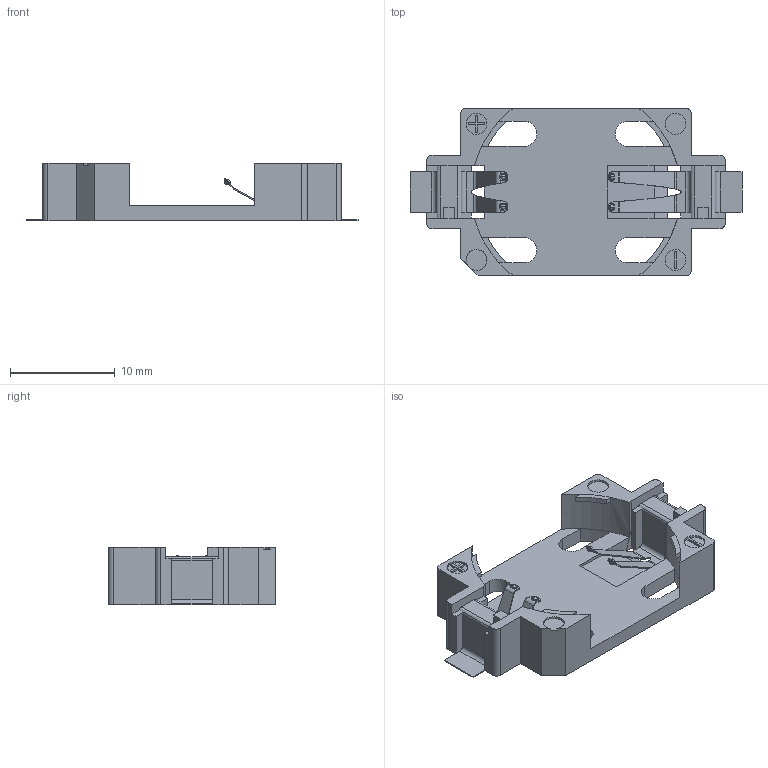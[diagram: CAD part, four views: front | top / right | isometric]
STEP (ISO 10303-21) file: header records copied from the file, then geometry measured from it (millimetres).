
FILE_DESCRIPTION(/* description */ (''),/* implementation_level */ '2;1');
FILE_NAME(/* name */ 'BH-49A_V1',/* time_stamp */ '2022-08-07T23:48:50-04:00',/* author */ (''),/* organization */ (''),/* preprocessor_version */ 'ST-DEVELOPER v16.5',/* originating_system */ 'Rhino 7.19',/* authorisation */ '');
FILE_SCHEMA (('AUTOMOTIVE_DESIGN'));
Length unit declared in the file: millimetre
Products named in the file (1): Document
Bounding box: 31.7 x 16 x 5.5 mm (x, y, z)
Volume: 843.6 mm3; surface area: 1732 mm2
Topology: 3 solids, 3 shells, 294 faces, 813 edges, 524 vertices
Faces by surface type: plane 183, cylinder 91, bspline 20
Entity records: 8644 total; most frequent: CARTESIAN_POINT 3653, ORIENTED_EDGE 1590, EDGE_CURVE 795, VERTEX_POINT 522, B_SPLINE_CURVE_WITH_KNOTS 324, EDGE_LOOP 321, ADVANCED_FACE 294, FACE_OUTER_BOUND 294
